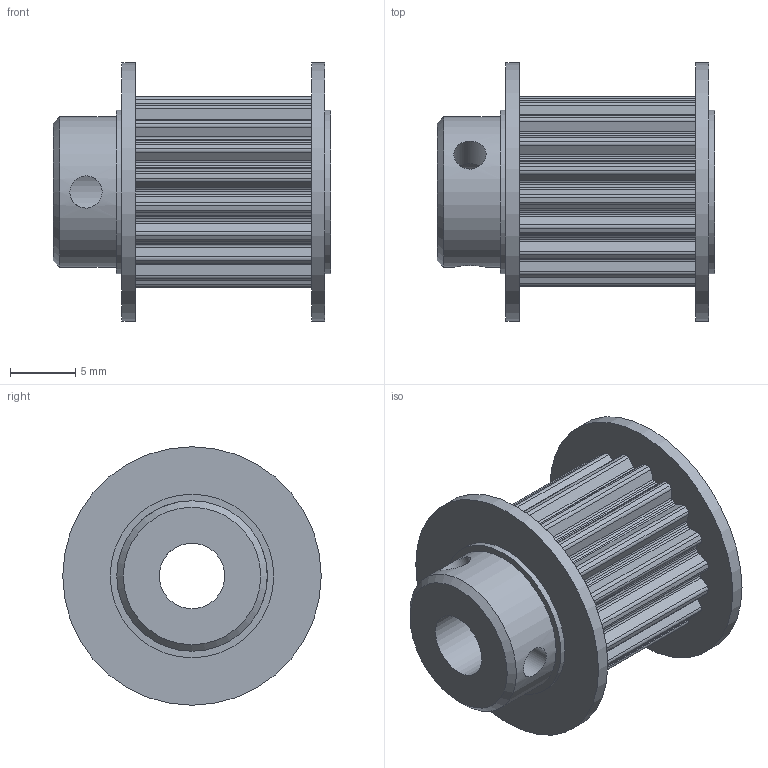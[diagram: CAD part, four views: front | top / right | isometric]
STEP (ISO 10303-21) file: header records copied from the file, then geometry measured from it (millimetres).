
FILE_DESCRIPTION((''),'2;1');
FILE_NAME('T2,5-19T PULLEY Ø5mm.stp','2015-01-29T11:54:18',('jge'),(''),'Autodesk Inventor 2012','Autodesk Inventor 2012','');
FILE_SCHEMA(('AUTOMOTIVE_DESIGN { 1 0 10303 214 1 1 1 1 }'));
Length unit declared in the file: millimetre
Products named in the file (1): 8MM-T2,5-19
Bounding box: 21.2 x 19.75 x 19.75 mm (x, y, z)
Volume: 2756.1 mm3; surface area: 2408.8 mm2
Topology: 1 solids, 1 shells, 187 faces, 542 edges, 362 vertices
Faces by surface type: cylinder 103, plane 83, cone 1
Full cylindrical faces by diameter (mm): 2.459 x2, 5 x1, 11.5 x1, 12.5 x2, 19.75 x2
Entity records: 6325 total; most frequent: CARTESIAN_POINT 1209, DIRECTION 1105, ORIENTED_EDGE 1060, EDGE_CURVE 530, AXIS2_PLACEMENT_3D 391, VERTEX_POINT 359, VECTOR 323, LINE 323
